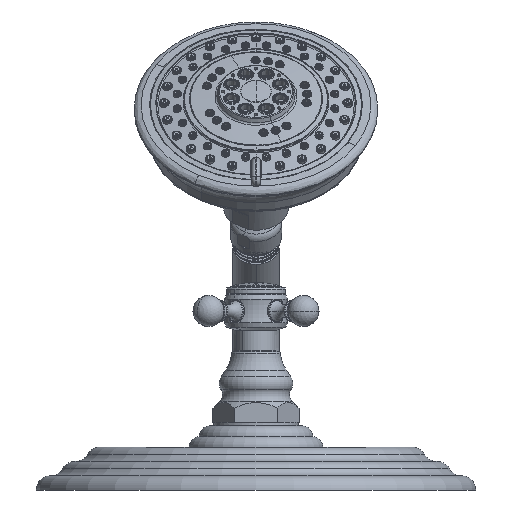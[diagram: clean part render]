
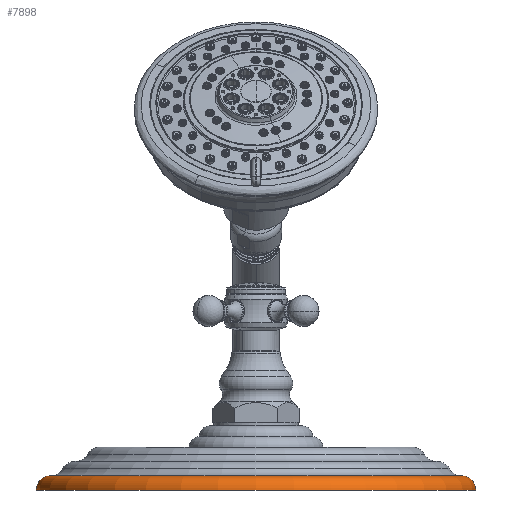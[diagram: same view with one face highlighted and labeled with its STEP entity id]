
A CAD part, front view. The second image highlights one B-rep face of the part: STEP entity #7898.
In plain terms, the highlighted toroidal (fillet/blend) face has major radius 92.075 mm and minor radius 6.35 mm.
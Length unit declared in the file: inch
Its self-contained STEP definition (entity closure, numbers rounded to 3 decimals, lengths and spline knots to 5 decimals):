
#1858=CARTESIAN_POINT('',(0.,0.,0.25));
#1859=DIRECTION('',(0.,0.,-1.));
#1860=DIRECTION('',(1.,0.,0.));
#1861=AXIS2_PLACEMENT_3D('',#1858,#1859,#1860);
#1883=CARTESIAN_POINT('',(3.625,0.,0.));
#1884=DIRECTION('',(0.,-1.,0.));
#1885=DIRECTION('',(1.,0.,0.));
#1886=AXIS2_PLACEMENT_3D('',#1883,#1884,#1885);
#1888=CARTESIAN_POINT('',(-3.625,0.,0.));
#1889=DIRECTION('',(0.,1.,0.));
#1890=DIRECTION('',(-1.,0.,0.));
#1891=AXIS2_PLACEMENT_3D('',#1888,#1889,#1890);
#1893=CARTESIAN_POINT('',(0.,0.,0.));
#1894=DIRECTION('',(0.,0.,-1.));
#1895=DIRECTION('',(1.,0.,0.));
#1896=AXIS2_PLACEMENT_3D('',#1893,#1894,#1895);
#5078=CARTESIAN_POINT('',(3.625,0.,0.25));
#5080=VERTEX_POINT('',#5078);
#5088=CARTESIAN_POINT('',(-3.625,0.,0.25));
#5090=VERTEX_POINT('',#5088);
#5662=CARTESIAN_POINT('',(3.875,0.,0.));
#5663=CARTESIAN_POINT('',(-3.875,0.,0.));
#5664=VERTEX_POINT('',#5662);
#5665=VERTEX_POINT('',#5663);
#7887=CARTESIAN_POINT('',(0.,0.,0.));
#7888=DIRECTION('',(0.,0.,-1.));
#7889=DIRECTION('',(-1.,0.,0.));
#7890=AXIS2_PLACEMENT_3D('',#7887,#7888,#7889);
#7891=TOROIDAL_SURFACE('',#7890,3.625,0.25);
#7892=ORIENTED_EDGE('',*,*,#7881,.T.);
#7893=ORIENTED_EDGE('',*,*,#7871,.T.);
#7894=ORIENTED_EDGE('',*,*,#7840,.F.);
#7895=ORIENTED_EDGE('',*,*,#7868,.F.);
#7896=EDGE_LOOP('',(#7892,#7893,#7894,#7895));
#7897=FACE_OUTER_BOUND('',#7896,.F.);
#7898=ADVANCED_FACE('',(#7897),#7891,.T.);
#1862=CIRCLE('',#1861,3.625);
#1887=CIRCLE('',#1886,0.25);
#1892=CIRCLE('',#1891,0.25);
#1897=CIRCLE('',#1896,3.875);
#7840=EDGE_CURVE('',#5080,#5090,#1862,.T.);
#7868=EDGE_CURVE('',#5664,#5080,#1887,.T.);
#7871=EDGE_CURVE('',#5665,#5090,#1892,.T.);
#7881=EDGE_CURVE('',#5664,#5665,#1897,.T.);
